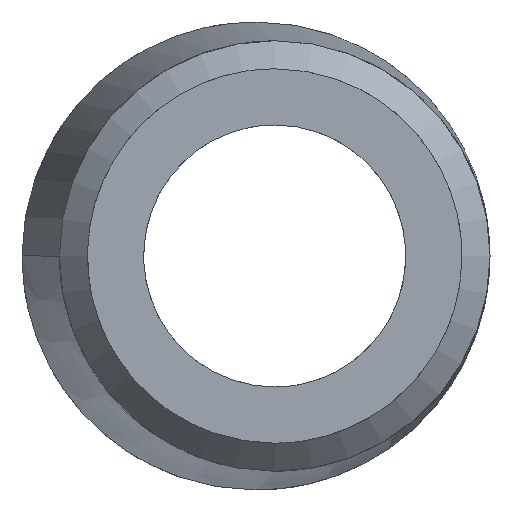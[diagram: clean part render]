
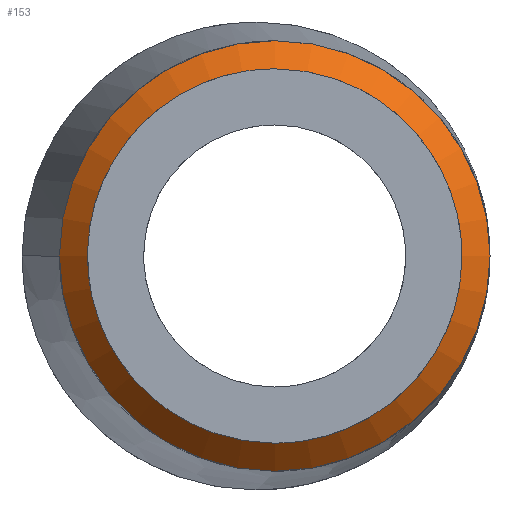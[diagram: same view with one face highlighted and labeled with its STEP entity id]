
A CAD part, left-side view. The second image highlights one B-rep face of the part: STEP entity #153.
In plain terms, the highlighted conical face has half-angle 45 degrees and reference radius 11.5 mm.
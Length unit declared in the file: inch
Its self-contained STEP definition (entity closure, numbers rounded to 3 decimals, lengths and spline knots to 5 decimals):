
#11 = AXIS2_PLACEMENT_3D ( 'NONE', #337, #190, #1201 ) ;
#153 = ADVANCED_FACE ( 'NONE', ( #1071, #1460 ), #467, .T. ) ;
#190 = DIRECTION ( 'NONE',  ( 1., 0., 0. ) ) ;
#202 = CARTESIAN_POINT ( 'NONE',  ( 1.43701, 0.35433, 0. ) ) ;
#220 = CIRCLE ( 'NONE', #11, 0.3937 ) ;
#337 = CARTESIAN_POINT ( 'NONE',  ( 1.43701, -0.03937, 0. ) ) ;
#467 = CONICAL_SURFACE ( 'NONE', #1730, 0.45276, 0.785 ) ;
#526 = CARTESIAN_POINT ( 'NONE',  ( 1.49606, -0.03937, 0. ) ) ;
#586 = DIRECTION ( 'NONE',  ( 0., 0., -1. ) ) ;
#836 = CARTESIAN_POINT ( 'NONE',  ( 1.49606, -0.03937, -0.45276 ) ) ;
#861 = CIRCLE ( 'NONE', #1189, 0.45276 ) ;
#879 = VERTEX_POINT ( 'NONE', #836 ) ;
#1071 = FACE_OUTER_BOUND ( 'NONE', #1377, .T. ) ;
#1162 = DIRECTION ( 'NONE',  ( 1., 0., 0. ) ) ;
#1189 = AXIS2_PLACEMENT_3D ( 'NONE', #1684, #1505, #1510 ) ;
#1201 = DIRECTION ( 'NONE',  ( 0., 1., 0. ) ) ;
#1252 = VERTEX_POINT ( 'NONE', #202 ) ;
#1353 = ORIENTED_EDGE ( 'NONE', *, *, #1376, .F. ) ;
#1376 = EDGE_CURVE ( 'NONE', #879, #879, #861, .T. ) ;
#1377 = EDGE_LOOP ( 'NONE', ( #1353 ) ) ;
#1460 = FACE_BOUND ( 'NONE', #1536, .T. ) ;
#1505 = DIRECTION ( 'NONE',  ( 1., 0., 0. ) ) ;
#1510 = DIRECTION ( 'NONE',  ( 0., 0., -1. ) ) ;
#1519 = ORIENTED_EDGE ( 'NONE', *, *, #1743, .T. ) ;
#1536 = EDGE_LOOP ( 'NONE', ( #1519 ) ) ;
#1684 = CARTESIAN_POINT ( 'NONE',  ( 1.49606, -0.03937, 0. ) ) ;
#1730 = AXIS2_PLACEMENT_3D ( 'NONE', #526, #1162, #586 ) ;
#1743 = EDGE_CURVE ( 'NONE', #1252, #1252, #220, .T. ) ;
